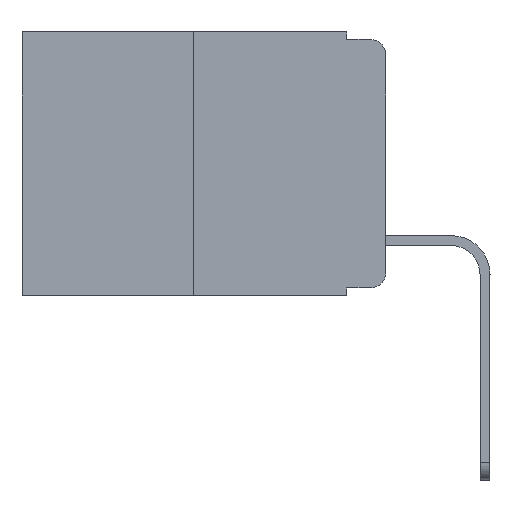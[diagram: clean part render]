
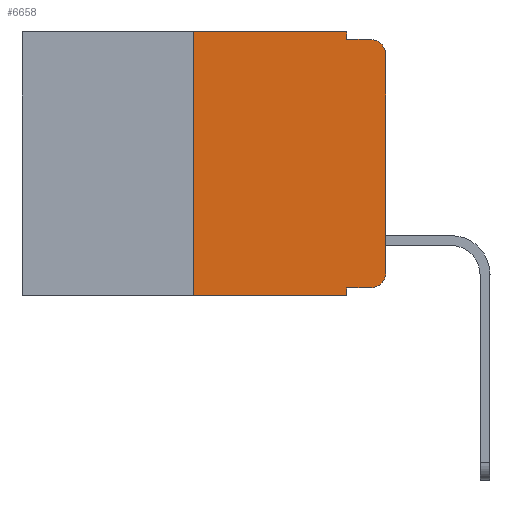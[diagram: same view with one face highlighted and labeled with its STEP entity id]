
A CAD part, left-side view. The second image highlights one B-rep face of the part: STEP entity #6658.
In plain terms, the highlighted planar face has unit normal (-1, 0, 0).
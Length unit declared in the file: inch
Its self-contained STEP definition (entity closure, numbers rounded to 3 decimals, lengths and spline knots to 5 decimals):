
#29 = VERTEX_POINT ( 'NONE', #3859 ) ;
#111 = DIRECTION ( 'NONE',  ( 0., 0., 1. ) ) ;
#225 = VECTOR ( 'NONE', #111, 39.37008 ) ;
#271 = EDGE_LOOP ( 'NONE', ( #2532, #1580, #5159, #18007, #1324, #457, #5499, #7589, #16250, #16791 ) ) ;
#457 = ORIENTED_EDGE ( 'NONE', *, *, #6150, .F. ) ;
#492 = VERTEX_POINT ( 'NONE', #7652 ) ;
#573 = CARTESIAN_POINT ( 'NONE',  ( 0., 0., 0. ) ) ;
#826 = VECTOR ( 'NONE', #4686, 39.37008 ) ;
#1324 = ORIENTED_EDGE ( 'NONE', *, *, #10205, .F. ) ;
#1499 = VERTEX_POINT ( 'NONE', #7398 ) ;
#1580 = ORIENTED_EDGE ( 'NONE', *, *, #10687, .T. ) ;
#1715 = CARTESIAN_POINT ( 'NONE',  ( 0., 0.473, -0.343 ) ) ;
#2417 = CARTESIAN_POINT ( 'NONE',  ( 0., 0.02, -0.333 ) ) ;
#2491 = LINE ( 'NONE', #10241, #17887 ) ;
#2505 = DIRECTION ( 'NONE',  ( -1., 0., 0. ) ) ;
#2532 = ORIENTED_EDGE ( 'NONE', *, *, #3172, .T. ) ;
#2607 = FACE_OUTER_BOUND ( 'NONE', #271, .T. ) ;
#2946 = CARTESIAN_POINT ( 'NONE',  ( 0., 0.051, -0.01 ) ) ;
#3093 = CARTESIAN_POINT ( 'NONE',  ( 0., 0.051, 0. ) ) ;
#3172 = EDGE_CURVE ( 'NONE', #29, #492, #4921, .T. ) ;
#3175 = DIRECTION ( 'NONE',  ( 0., -1., 0. ) ) ;
#3204 = DIRECTION ( 'NONE',  ( 0., -1., 0. ) ) ;
#3534 = LINE ( 'NONE', #2946, #7970 ) ;
#3681 = CARTESIAN_POINT ( 'NONE',  ( 0., 0.051, -0.343 ) ) ;
#3744 = VERTEX_POINT ( 'NONE', #7928 ) ;
#3859 = CARTESIAN_POINT ( 'NONE',  ( 0., 0., -0.313 ) ) ;
#4115 = VERTEX_POINT ( 'NONE', #16592 ) ;
#4181 = CARTESIAN_POINT ( 'NONE',  ( 0., 0.051, -0.333 ) ) ;
#4686 = DIRECTION ( 'NONE',  ( 0., 0., -1. ) ) ;
#4688 = LINE ( 'NONE', #12070, #6471 ) ;
#4921 = LINE ( 'NONE', #573, #18094 ) ;
#5159 = ORIENTED_EDGE ( 'NONE', *, *, #17230, .F. ) ;
#5240 = LINE ( 'NONE', #17304, #17763 ) ;
#5386 = DIRECTION ( 'NONE',  ( 1., 0., 0. ) ) ;
#5499 = ORIENTED_EDGE ( 'NONE', *, *, #15140, .T. ) ;
#5504 = VERTEX_POINT ( 'NONE', #8139 ) ;
#5731 = VERTEX_POINT ( 'NONE', #12043 ) ;
#6150 = EDGE_CURVE ( 'NONE', #5504, #5731, #14492, .T. ) ;
#6471 = VECTOR ( 'NONE', #10898, 39.37008 ) ;
#6616 = PLANE ( 'NONE',  #10847 ) ;
#6658 = ADVANCED_FACE ( 'NONE', ( #2607 ), #6616, .F. ) ;
#6763 = VERTEX_POINT ( 'NONE', #4181 ) ;
#7398 = CARTESIAN_POINT ( 'NONE',  ( 0., 0.02, -0.01 ) ) ;
#7589 = ORIENTED_EDGE ( 'NONE', *, *, #13968, .F. ) ;
#7652 = CARTESIAN_POINT ( 'NONE',  ( 0., 0., -0.03 ) ) ;
#7928 = CARTESIAN_POINT ( 'NONE',  ( 0., 0.051, -0.01 ) ) ;
#7970 = VECTOR ( 'NONE', #14199, 39.37008 ) ;
#8046 = DIRECTION ( 'NONE',  ( 0., 0., -1. ) ) ;
#8139 = CARTESIAN_POINT ( 'NONE',  ( 0., 0.25, -0.343 ) ) ;
#8572 = CARTESIAN_POINT ( 'NONE',  ( 0., 0.25, 0. ) ) ;
#9189 = LINE ( 'NONE', #1715, #12003 ) ;
#9741 = CARTESIAN_POINT ( 'NONE',  ( 0., 0.02, -0.03 ) ) ;
#10205 = EDGE_CURVE ( 'NONE', #5731, #4115, #2491, .T. ) ;
#10241 = CARTESIAN_POINT ( 'NONE',  ( 0., 0.473, 0. ) ) ;
#10455 = EDGE_CURVE ( 'NONE', #4115, #3744, #4688, .T. ) ;
#10687 = EDGE_CURVE ( 'NONE', #492, #1499, #17226, .T. ) ;
#10847 = AXIS2_PLACEMENT_3D ( 'NONE', #16417, #5386, #8046 ) ;
#10898 = DIRECTION ( 'NONE',  ( 0., 0., -1. ) ) ;
#11009 = AXIS2_PLACEMENT_3D ( 'NONE', #9741, #2505, #12485 ) ;
#11778 = VERTEX_POINT ( 'NONE', #3681 ) ;
#11864 = DIRECTION ( 'NONE',  ( 0., -1., 0. ) ) ;
#12003 = VECTOR ( 'NONE', #3175, 39.37008 ) ;
#12043 = CARTESIAN_POINT ( 'NONE',  ( 0., 0.25, 0. ) ) ;
#12070 = CARTESIAN_POINT ( 'NONE',  ( 0., 0.051, 0. ) ) ;
#12485 = DIRECTION ( 'NONE',  ( 0., 0., -1. ) ) ;
#13109 = CIRCLE ( 'NONE', #16197, 0.02 ) ;
#13434 = EDGE_CURVE ( 'NONE', #6763, #13626, #5240, .T. ) ;
#13626 = VERTEX_POINT ( 'NONE', #2417 ) ;
#13968 = EDGE_CURVE ( 'NONE', #6763, #11778, #15981, .T. ) ;
#14199 = DIRECTION ( 'NONE',  ( 0., -1., 0. ) ) ;
#14492 = LINE ( 'NONE', #8572, #225 ) ;
#14683 = EDGE_CURVE ( 'NONE', #13626, #29, #13109, .T. ) ;
#15036 = DIRECTION ( 'NONE',  ( -1., 0., 0. ) ) ;
#15140 = EDGE_CURVE ( 'NONE', #5504, #11778, #9189, .T. ) ;
#15981 = LINE ( 'NONE', #3093, #826 ) ;
#16197 = AXIS2_PLACEMENT_3D ( 'NONE', #16327, #15036, #16443 ) ;
#16250 = ORIENTED_EDGE ( 'NONE', *, *, #13434, .T. ) ;
#16327 = CARTESIAN_POINT ( 'NONE',  ( 0., 0.02, -0.313 ) ) ;
#16417 = CARTESIAN_POINT ( 'NONE',  ( 0., 0.473, 0. ) ) ;
#16443 = DIRECTION ( 'NONE',  ( 0., 0., -1. ) ) ;
#16592 = CARTESIAN_POINT ( 'NONE',  ( 0., 0.051, 0. ) ) ;
#16791 = ORIENTED_EDGE ( 'NONE', *, *, #14683, .T. ) ;
#17154 = DIRECTION ( 'NONE',  ( 0., 0., 1. ) ) ;
#17226 = CIRCLE ( 'NONE', #11009, 0.02 ) ;
#17230 = EDGE_CURVE ( 'NONE', #3744, #1499, #3534, .T. ) ;
#17304 = CARTESIAN_POINT ( 'NONE',  ( 0., 0.051, -0.333 ) ) ;
#17763 = VECTOR ( 'NONE', #11864, 39.37008 ) ;
#17887 = VECTOR ( 'NONE', #3204, 39.37008 ) ;
#18007 = ORIENTED_EDGE ( 'NONE', *, *, #10455, .F. ) ;
#18094 = VECTOR ( 'NONE', #17154, 39.37008 ) ;
